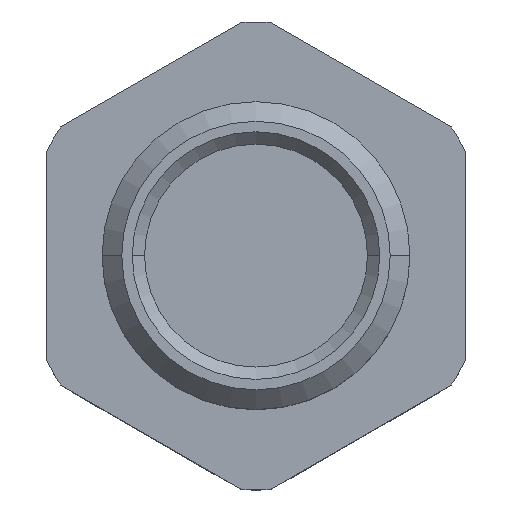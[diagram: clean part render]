
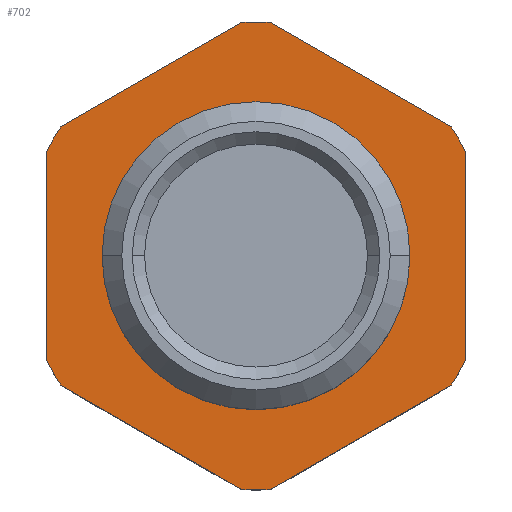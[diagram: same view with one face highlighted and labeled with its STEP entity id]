
A CAD part, top view. The second image highlights one B-rep face of the part: STEP entity #702.
In plain terms, the highlighted planar face has unit normal (0, 0, 1).
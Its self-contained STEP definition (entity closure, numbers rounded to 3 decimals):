
#37 = EDGE_CURVE ( 'NONE', #2222, #2430, #2337, .T. ) ;
#45 = AXIS2_PLACEMENT_3D ( 'NONE', #1969, #1273, #2913 ) ;
#71 = EDGE_LOOP ( 'NONE', ( #2409, #1970, #1681, #2597, #1547, #2875, #402, #2351, #1491, #697, #741, #2386 ) ) ;
#111 = DIRECTION ( 'NONE',  ( 0., 0., 1. ) ) ;
#115 = DIRECTION ( 'NONE',  ( 0., 0., 1. ) ) ;
#135 = CARTESIAN_POINT ( 'NONE',  ( -17., -9.815, 0. ) ) ;
#154 = CARTESIAN_POINT ( 'NONE',  ( 1.152, 18.965, 0. ) ) ;
#172 = AXIS2_PLACEMENT_3D ( 'NONE', #2480, #1089, #2727 ) ;
#183 = DIRECTION ( 'NONE',  ( 0., 0., -1. ) ) ;
#196 = LINE ( 'NONE', #1912, #786 ) ;
#208 = VERTEX_POINT ( 'NONE', #595 ) ;
#231 = CARTESIAN_POINT ( 'NONE',  ( 0., 0., 0. ) ) ;
#295 = DIRECTION ( 'NONE',  ( 0.866, 0.5, 0. ) ) ;
#311 = VECTOR ( 'NONE', #1454, 1000. ) ;
#395 = LINE ( 'NONE', #872, #2629 ) ;
#398 = CARTESIAN_POINT ( 'NONE',  ( 0., 0., 0. ) ) ;
#402 = ORIENTED_EDGE ( 'NONE', *, *, #1446, .F. ) ;
#404 = AXIS2_PLACEMENT_3D ( 'NONE', #231, #1624, #2479 ) ;
#436 = VERTEX_POINT ( 'NONE', #1231 ) ;
#449 = LINE ( 'NONE', #2978, #2218 ) ;
#450 = CARTESIAN_POINT ( 'NONE',  ( -17., -8.485, 0. ) ) ;
#452 = DIRECTION ( 'NONE',  ( -0.866, 0.5, 0. ) ) ;
#480 = EDGE_CURVE ( 'NONE', #2797, #1965, #449, .T. ) ;
#595 = CARTESIAN_POINT ( 'NONE',  ( -15.848, 10.48, 0. ) ) ;
#598 = DIRECTION ( 'NONE',  ( 0., 1., 0. ) ) ;
#623 = DIRECTION ( 'NONE',  ( 1., 0., 0. ) ) ;
#653 = CARTESIAN_POINT ( 'NONE',  ( 0., 0., 0. ) ) ;
#670 = AXIS2_PLACEMENT_3D ( 'NONE', #806, #2437, #1045 ) ;
#693 = CARTESIAN_POINT ( 'NONE',  ( -17., 8.485, 0. ) ) ;
#697 = ORIENTED_EDGE ( 'NONE', *, *, #480, .F. ) ;
#702 = ADVANCED_FACE ( 'NONE', ( #2944, #1702 ), #2681, .F. ) ;
#736 = CIRCLE ( 'NONE', #172, 19. ) ;
#741 = ORIENTED_EDGE ( 'NONE', *, *, #1667, .F. ) ;
#775 = VERTEX_POINT ( 'NONE', #154 ) ;
#786 = VECTOR ( 'NONE', #295, 1000. ) ;
#806 = CARTESIAN_POINT ( 'NONE',  ( 0., 0., 0. ) ) ;
#815 = CIRCLE ( 'NONE', #2385, 19. ) ;
#856 = VECTOR ( 'NONE', #1330, 1000. ) ;
#862 = CARTESIAN_POINT ( 'NONE',  ( 17., -9.815, 0. ) ) ;
#869 = EDGE_CURVE ( 'NONE', #208, #1634, #196, .T. ) ;
#872 = CARTESIAN_POINT ( 'NONE',  ( 17., 9.815, 0. ) ) ;
#885 = DIRECTION ( 'NONE',  ( 1., 0., 0. ) ) ;
#950 = ORIENTED_EDGE ( 'NONE', *, *, #966, .F. ) ;
#966 = EDGE_CURVE ( 'NONE', #1927, #2206, #1042, .T. ) ;
#1042 = CIRCLE ( 'NONE', #1767, 11.5 ) ;
#1045 = DIRECTION ( 'NONE',  ( 1., 0., 0. ) ) ;
#1053 = AXIS2_PLACEMENT_3D ( 'NONE', #1568, #183, #1801 ) ;
#1075 = CIRCLE ( 'NONE', #670, 19. ) ;
#1089 = DIRECTION ( 'NONE',  ( 0., 0., -1. ) ) ;
#1177 = ORIENTED_EDGE ( 'NONE', *, *, #1277, .F. ) ;
#1231 = CARTESIAN_POINT ( 'NONE',  ( 17., -8.485, 0. ) ) ;
#1273 = DIRECTION ( 'NONE',  ( 0., 0., -1. ) ) ;
#1277 = EDGE_CURVE ( 'NONE', #2206, #1927, #1692, .T. ) ;
#1315 = CARTESIAN_POINT ( 'NONE',  ( -1.152, -18.965, 0. ) ) ;
#1330 = DIRECTION ( 'NONE',  ( -0.866, -0.5, 0. ) ) ;
#1376 = VECTOR ( 'NONE', #598, 1000. ) ;
#1446 = EDGE_CURVE ( 'NONE', #2885, #208, #2410, .T. ) ;
#1454 = DIRECTION ( 'NONE',  ( 0.866, -0.5, 0. ) ) ;
#1474 = CARTESIAN_POINT ( 'NONE',  ( 11.5, 0., 0. ) ) ;
#1491 = ORIENTED_EDGE ( 'NONE', *, *, #2338, .F. ) ;
#1496 = CARTESIAN_POINT ( 'NONE',  ( 0., 0., 0. ) ) ;
#1502 = CARTESIAN_POINT ( 'NONE',  ( 0., 0., 0. ) ) ;
#1547 = ORIENTED_EDGE ( 'NONE', *, *, #1671, .F. ) ;
#1563 = EDGE_LOOP ( 'NONE', ( #950, #1177 ) ) ;
#1568 = CARTESIAN_POINT ( 'NONE',  ( 0., 0., 0. ) ) ;
#1624 = DIRECTION ( 'NONE',  ( 0., 0., -1. ) ) ;
#1634 = VERTEX_POINT ( 'NONE', #1758 ) ;
#1636 = EDGE_CURVE ( 'NONE', #2818, #2885, #2892, .T. ) ;
#1667 = EDGE_CURVE ( 'NONE', #1820, #2797, #815, .T. ) ;
#1671 = EDGE_CURVE ( 'NONE', #1634, #775, #736, .T. ) ;
#1681 = ORIENTED_EDGE ( 'NONE', *, *, #37, .F. ) ;
#1692 = CIRCLE ( 'NONE', #2331, 11.5 ) ;
#1702 = FACE_BOUND ( 'NONE', #1563, .T. ) ;
#1721 = CARTESIAN_POINT ( 'NONE',  ( 15.848, 10.48, 0. ) ) ;
#1738 = DIRECTION ( 'NONE',  ( -1., 0., 0. ) ) ;
#1740 = DIRECTION ( 'NONE',  ( -1., 0., 0. ) ) ;
#1758 = CARTESIAN_POINT ( 'NONE',  ( -1.152, 18.965, 0. ) ) ;
#1767 = AXIS2_PLACEMENT_3D ( 'NONE', #1502, #115, #1740 ) ;
#1801 = DIRECTION ( 'NONE',  ( 1., 0., 0. ) ) ;
#1818 = AXIS2_PLACEMENT_3D ( 'NONE', #653, #2281, #885 ) ;
#1820 = VERTEX_POINT ( 'NONE', #2293 ) ;
#1855 = EDGE_CURVE ( 'NONE', #775, #2222, #2160, .T. ) ;
#1912 = CARTESIAN_POINT ( 'NONE',  ( -17., 9.815, 0. ) ) ;
#1913 = CARTESIAN_POINT ( 'NONE',  ( 0., 19.63, 0. ) ) ;
#1927 = VERTEX_POINT ( 'NONE', #1474 ) ;
#1965 = VERTEX_POINT ( 'NONE', #2408 ) ;
#1969 = CARTESIAN_POINT ( 'NONE',  ( 0., 0., 0. ) ) ;
#1970 = ORIENTED_EDGE ( 'NONE', *, *, #2365, .F. ) ;
#2012 = DIRECTION ( 'NONE',  ( 0., 0., -1. ) ) ;
#2045 = CARTESIAN_POINT ( 'NONE',  ( 17., 8.485, 0. ) ) ;
#2049 = VERTEX_POINT ( 'NONE', #2209 ) ;
#2099 = LINE ( 'NONE', #862, #856 ) ;
#2160 = LINE ( 'NONE', #1913, #311 ) ;
#2175 = CARTESIAN_POINT ( 'NONE',  ( -11.5, 0., 0. ) ) ;
#2206 = VERTEX_POINT ( 'NONE', #2175 ) ;
#2209 = CARTESIAN_POINT ( 'NONE',  ( 15.848, -10.48, 0. ) ) ;
#2218 = VECTOR ( 'NONE', #452, 1000. ) ;
#2222 = VERTEX_POINT ( 'NONE', #1721 ) ;
#2258 = EDGE_CURVE ( 'NONE', #436, #2049, #1075, .T. ) ;
#2281 = DIRECTION ( 'NONE',  ( 0., 0., -1. ) ) ;
#2293 = CARTESIAN_POINT ( 'NONE',  ( 1.152, -18.965, 0. ) ) ;
#2331 = AXIS2_PLACEMENT_3D ( 'NONE', #1496, #111, #1738 ) ;
#2337 = CIRCLE ( 'NONE', #404, 19. ) ;
#2338 = EDGE_CURVE ( 'NONE', #1965, #2818, #2722, .T. ) ;
#2342 = EDGE_CURVE ( 'NONE', #2049, #1820, #2099, .T. ) ;
#2351 = ORIENTED_EDGE ( 'NONE', *, *, #1636, .F. ) ;
#2365 = EDGE_CURVE ( 'NONE', #2430, #436, #395, .T. ) ;
#2385 = AXIS2_PLACEMENT_3D ( 'NONE', #398, #2012, #623 ) ;
#2386 = ORIENTED_EDGE ( 'NONE', *, *, #2342, .F. ) ;
#2408 = CARTESIAN_POINT ( 'NONE',  ( -15.848, -10.48, 0. ) ) ;
#2409 = ORIENTED_EDGE ( 'NONE', *, *, #2258, .F. ) ;
#2410 = CIRCLE ( 'NONE', #1818, 19. ) ;
#2430 = VERTEX_POINT ( 'NONE', #2045 ) ;
#2437 = DIRECTION ( 'NONE',  ( 0., 0., -1. ) ) ;
#2479 = DIRECTION ( 'NONE',  ( 1., 0., 0. ) ) ;
#2480 = CARTESIAN_POINT ( 'NONE',  ( 0., 0., 0. ) ) ;
#2499 = DIRECTION ( 'NONE',  ( 0., -1., 0. ) ) ;
#2597 = ORIENTED_EDGE ( 'NONE', *, *, #1855, .F. ) ;
#2629 = VECTOR ( 'NONE', #2499, 1000. ) ;
#2681 = PLANE ( 'NONE',  #45 ) ;
#2722 = CIRCLE ( 'NONE', #1053, 19. ) ;
#2727 = DIRECTION ( 'NONE',  ( 1., 0., 0. ) ) ;
#2797 = VERTEX_POINT ( 'NONE', #1315 ) ;
#2818 = VERTEX_POINT ( 'NONE', #450 ) ;
#2875 = ORIENTED_EDGE ( 'NONE', *, *, #869, .F. ) ;
#2885 = VERTEX_POINT ( 'NONE', #693 ) ;
#2892 = LINE ( 'NONE', #135, #1376 ) ;
#2913 = DIRECTION ( 'NONE',  ( 1., 0., 0. ) ) ;
#2944 = FACE_OUTER_BOUND ( 'NONE', #71, .T. ) ;
#2978 = CARTESIAN_POINT ( 'NONE',  ( 0., -19.63, 0. ) ) ;
